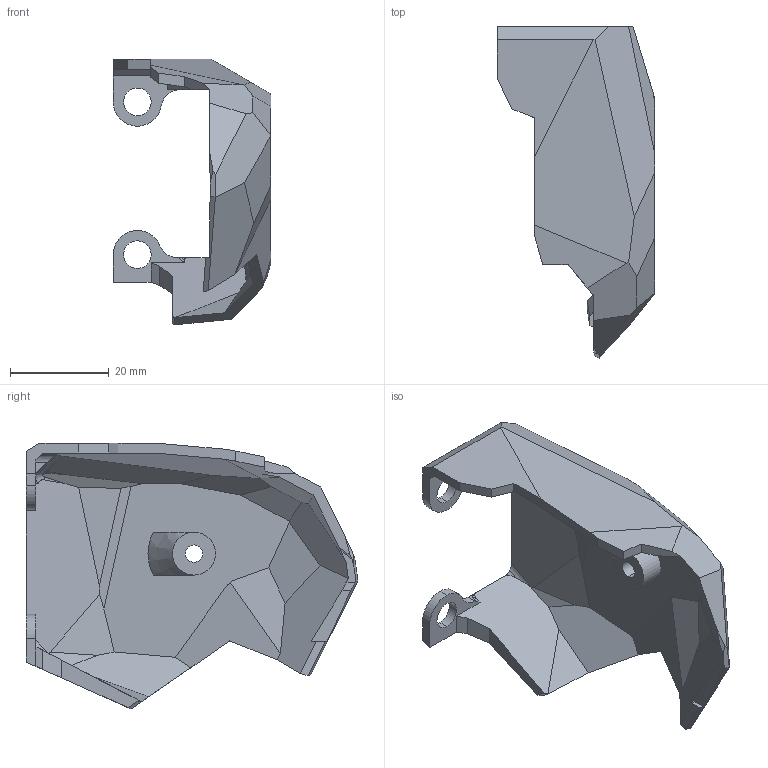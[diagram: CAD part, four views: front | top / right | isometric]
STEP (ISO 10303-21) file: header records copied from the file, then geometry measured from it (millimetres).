
FILE_DESCRIPTION (( 'STEP AP203' ), '1' );
FILE_NAME ('Cover.STEP', '2022-09-01T09:17:04', ( '' ), ( '' ), 'SwSTEP 2.0', 'SolidWorks 2022', '' );
FILE_SCHEMA (( 'CONFIG_CONTROL_DESIGN' ));
Length unit declared in the file: millimetre
Products named in the file (1): Cover
Bounding box: 32 x 67.31 x 53.91 mm (x, y, z)
Volume: 9734.9 mm3; surface area: 10087.8 mm2
Topology: 1 solids, 1 shells, 130 faces, 359 edges, 236 vertices
Faces by surface type: plane 101, cylinder 27, bspline 1, cone 1
Entity records: 4270 total; most frequent: CARTESIAN_POINT 930, ORIENTED_EDGE 718, DIRECTION 616, EDGE_CURVE 359, LINE 292, VECTOR 292, VERTEX_POINT 236, AXIS2_PLACEMENT_3D 162
